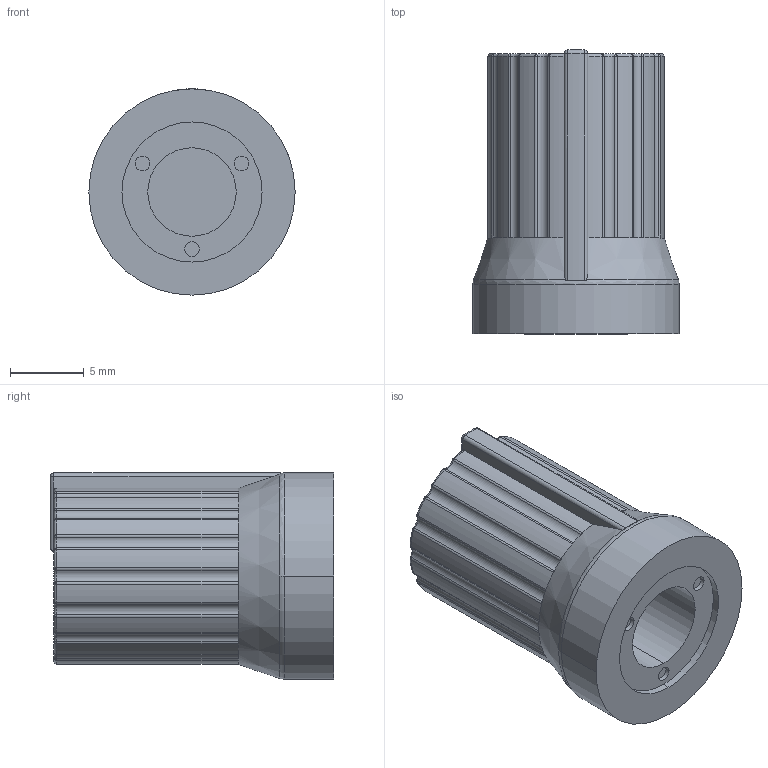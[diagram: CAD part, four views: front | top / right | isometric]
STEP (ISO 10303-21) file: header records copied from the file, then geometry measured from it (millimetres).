
FILE_DESCRIPTION((''),'2;1');
FILE_NAME('KNOB','2019-08-22T12:38:54',('Andrew'),(''),'CREO PARAMETRIC BY PTC INC, 2016510','CREO PARAMETRIC BY PTC INC, 2016510','');
FILE_SCHEMA(('CONFIG_CONTROL_DESIGN'));
Length unit declared in the file: millimetre
Products named in the file (1): KNOB
Bounding box: 14 x 19.25 x 14 mm (x, y, z)
Volume: 2007.4 mm3; surface area: 1286 mm2
Topology: 1 solids, 1 shells, 172 faces, 365 edges, 200 vertices
Faces by surface type: cylinder 79, torus 34, sphere 32, plane 26, cone 1
Entity records: 4697 total; most frequent: DIRECTION 968, CARTESIAN_POINT 798, ORIENTED_EDGE 730, AXIS2_PLACEMENT_3D 441, EDGE_CURVE 365, CIRCLE 269, VERTEX_POINT 200, EDGE_LOOP 177
